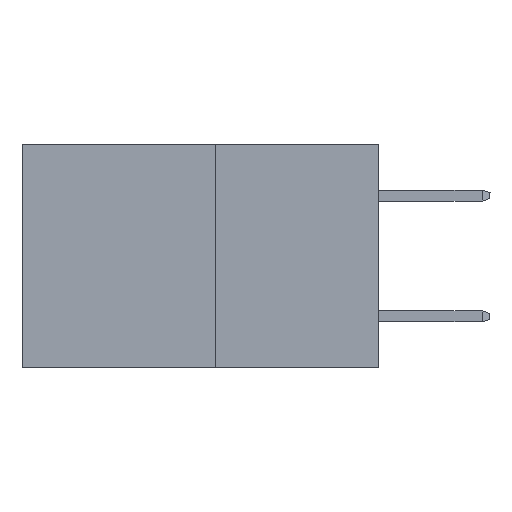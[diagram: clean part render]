
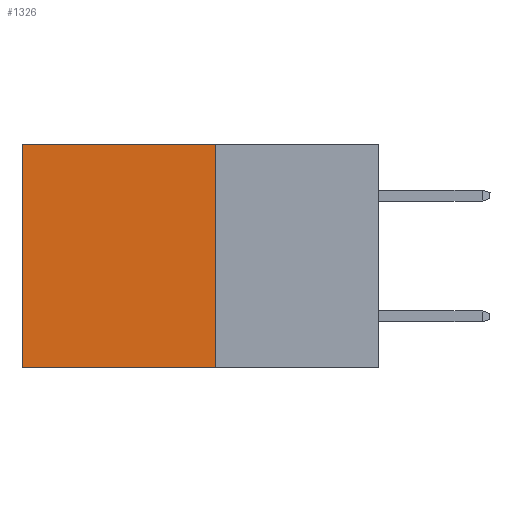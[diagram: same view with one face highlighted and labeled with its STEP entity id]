
A CAD part, left-side view. The second image highlights one B-rep face of the part: STEP entity #1326.
In plain terms, the highlighted planar face has unit normal (-1, 0, 0).
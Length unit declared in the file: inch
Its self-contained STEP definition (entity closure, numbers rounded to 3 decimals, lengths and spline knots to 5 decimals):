
#151 = DIRECTION ( 'NONE',  ( 0., 0., -1. ) ) ;
#606 = VERTEX_POINT ( 'NONE', #4147 ) ;
#1222 = LINE ( 'NONE', #6500, #3446 ) ;
#1229 = VERTEX_POINT ( 'NONE', #9132 ) ;
#1326 = ADVANCED_FACE ( 'NONE', ( #1633 ), #7509, .F. ) ;
#1434 = CARTESIAN_POINT ( 'NONE',  ( 0.277, 0.27, 0. ) ) ;
#1633 = FACE_OUTER_BOUND ( 'NONE', #3598, .T. ) ;
#2062 = EDGE_CURVE ( 'NONE', #1229, #2206, #1222, .T. ) ;
#2206 = VERTEX_POINT ( 'NONE', #8209 ) ;
#2946 = DIRECTION ( 'NONE',  ( 0., 1., 0. ) ) ;
#3446 = VECTOR ( 'NONE', #151, 39.37008 ) ;
#3598 = EDGE_LOOP ( 'NONE', ( #8805, #8757, #5055, #6005 ) ) ;
#4147 = CARTESIAN_POINT ( 'NONE',  ( 0.277, 0.27, -0.37 ) ) ;
#4188 = AXIS2_PLACEMENT_3D ( 'NONE', #8981, #8829, #10162 ) ;
#4193 = VECTOR ( 'NONE', #10148, 39.37008 ) ;
#4670 = LINE ( 'NONE', #6884, #4937 ) ;
#4937 = VECTOR ( 'NONE', #2946, 39.37008 ) ;
#4951 = CARTESIAN_POINT ( 'NONE',  ( 0.277, 0.27, -0.37 ) ) ;
#5055 = ORIENTED_EDGE ( 'NONE', *, *, #9117, .F. ) ;
#6005 = ORIENTED_EDGE ( 'NONE', *, *, #10152, .T. ) ;
#6500 = CARTESIAN_POINT ( 'NONE',  ( 0.277, 0.59, -0.37 ) ) ;
#6884 = CARTESIAN_POINT ( 'NONE',  ( 0.277, 0.27, -0.37 ) ) ;
#7509 = PLANE ( 'NONE',  #4188 ) ;
#7966 = CARTESIAN_POINT ( 'NONE',  ( 0.277, 0.27, 0. ) ) ;
#8209 = CARTESIAN_POINT ( 'NONE',  ( 0.277, 0.59, -0.37 ) ) ;
#8319 = VERTEX_POINT ( 'NONE', #1434 ) ;
#8554 = LINE ( 'NONE', #7966, #8788 ) ;
#8688 = DIRECTION ( 'NONE',  ( 0., 1., 0. ) ) ;
#8757 = ORIENTED_EDGE ( 'NONE', *, *, #8845, .F. ) ;
#8788 = VECTOR ( 'NONE', #8688, 39.37008 ) ;
#8805 = ORIENTED_EDGE ( 'NONE', *, *, #2062, .T. ) ;
#8829 = DIRECTION ( 'NONE',  ( 1., 0., 0. ) ) ;
#8845 = EDGE_CURVE ( 'NONE', #606, #2206, #4670, .T. ) ;
#8981 = CARTESIAN_POINT ( 'NONE',  ( 0.277, 0.27, -0.37 ) ) ;
#9117 = EDGE_CURVE ( 'NONE', #8319, #606, #9940, .T. ) ;
#9132 = CARTESIAN_POINT ( 'NONE',  ( 0.277, 0.59, 0. ) ) ;
#9940 = LINE ( 'NONE', #4951, #4193 ) ;
#10148 = DIRECTION ( 'NONE',  ( 0., 0., -1. ) ) ;
#10152 = EDGE_CURVE ( 'NONE', #8319, #1229, #8554, .T. ) ;
#10162 = DIRECTION ( 'NONE',  ( 0., 0., -1. ) ) ;
